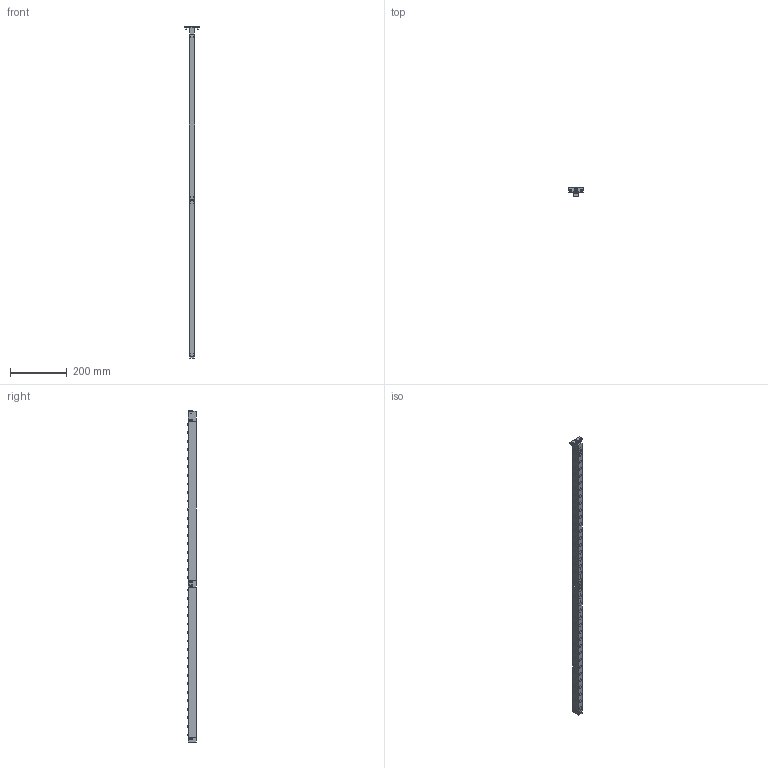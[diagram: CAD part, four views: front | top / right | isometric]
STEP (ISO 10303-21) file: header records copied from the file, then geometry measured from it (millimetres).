
FILE_DESCRIPTION(/* description */ ('DIE LIFTER'),/* implementation_level */ '2;1');
FILE_NAME(/* name */ 'EHB18-37.stp',/* time_stamp */ '2019-11-20T15:18:59+08:00',/* author */ ('yue.yang'),/* organization */ (''),/* preprocessor_version */ 'ST-DEVELOPER v17',/* originating_system */ 'Autodesk Inventor 2019',/* authorisation */ '');
FILE_SCHEMA (('AUTOMOTIVE_DESIGN { 1 0 10303 214 3 1 1 }'));
Length unit declared in the file: millimetre
Products named in the file (2): EHB18-37; EHB18-37_Substitute_1
Assembly tree (1 placements, depth 2):
  EHB18-37
    EHB18-37_Substitute_1
Bounding box: 52 x 31.46 x 1168 mm (x, y, z)
Volume: 483716.9 mm3; surface area: 236631.8 mm2
Topology: 75 solids, 75 shells, 1195 faces, 3546 edges, 2540 vertices
Faces by surface type: plane 448, cylinder 360, torus 189, cone 161, sphere 37
Full cylindrical faces by diameter (mm): 3 x1, 4 x2, 4.3 x2, 5 x55, 6.647 x2, 7.5 x1, 8 x3, 8.566 x1, 10 x5, 10.2 x37, 10.5 x1, 12.05 x37, 13.5 x37, 13.55 x37, 15.55 x37, 15.7 x66
Entity records: 46339 total; most frequent: CARTESIAN_POINT 10554, DIRECTION 7982, ORIENTED_EDGE 6916, AXIS2_PLACEMENT_3D 3523, EDGE_CURVE 3458, VERTEX_POINT 2540, CIRCLE 2325, EDGE_LOOP 1538
